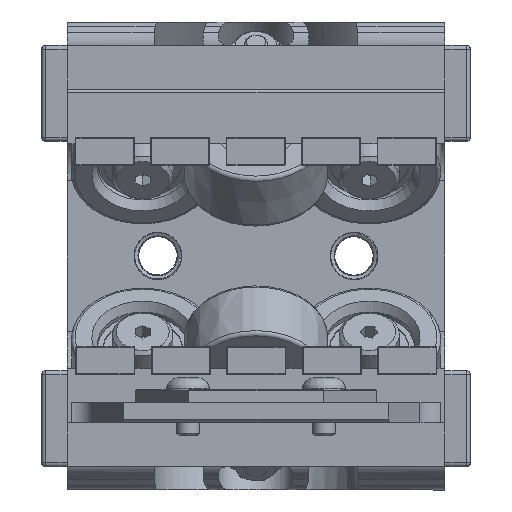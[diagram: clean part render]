
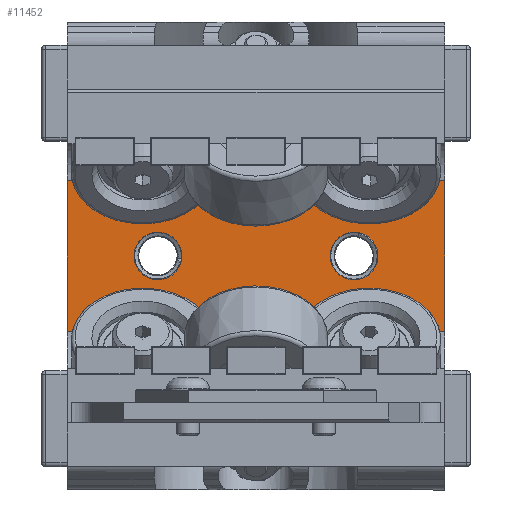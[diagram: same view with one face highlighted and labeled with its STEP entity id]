
A CAD part, left-side view. The second image highlights one B-rep face of the part: STEP entity #11452.
In plain terms, the highlighted face is planar.
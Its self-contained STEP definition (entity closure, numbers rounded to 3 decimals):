
#1061=FACE_BOUND('',#2940,.T.);
#1062=FACE_BOUND('',#2941,.T.);
#1063=FACE_BOUND('',#2942,.T.);
#1311=CIRCLE('',#12200,1.65);
#1321=CIRCLE('',#12218,3.15);
#1323=CIRCLE('',#12221,3.15);
#2082=FACE_OUTER_BOUND('',#2939,.T.);
#2939=EDGE_LOOP('',(#10239,#10240,#10241,#10242));
#2940=EDGE_LOOP('',(#10243));
#2941=EDGE_LOOP('',(#10244));
#2942=EDGE_LOOP('',(#10245));
#3854=LINE('',#20216,#4783);
#3885=LINE('',#20294,#4814);
#3886=LINE('',#20297,#4815);
#3887=LINE('',#20298,#4816);
#4783=VECTOR('',#15409,20.);
#4814=VECTOR('',#15490,50.);
#4815=VECTOR('',#15493,20.);
#4816=VECTOR('',#15494,50.);
#5576=VERTEX_POINT('',#18897);
#5599=VERTEX_POINT('',#18954);
#5601=VERTEX_POINT('',#18959);
#5843=VERTEX_POINT('',#20213);
#5844=VERTEX_POINT('',#20215);
#5866=VERTEX_POINT('',#20292);
#5867=VERTEX_POINT('',#20296);
#6965=EDGE_CURVE('',#5576,#5576,#1311,.T.);
#6992=EDGE_CURVE('',#5599,#5599,#1321,.T.);
#6994=EDGE_CURVE('',#5601,#5601,#1323,.T.);
#7312=EDGE_CURVE('',#5843,#5844,#3854,.T.);
#7354=EDGE_CURVE('',#5866,#5843,#3885,.T.);
#7355=EDGE_CURVE('',#5867,#5866,#3886,.T.);
#7356=EDGE_CURVE('',#5867,#5844,#3887,.T.);
#10239=ORIENTED_EDGE('',*,*,#7354,.F.);
#10240=ORIENTED_EDGE('',*,*,#7355,.F.);
#10241=ORIENTED_EDGE('',*,*,#7356,.T.);
#10242=ORIENTED_EDGE('',*,*,#7312,.F.);
#10243=ORIENTED_EDGE('',*,*,#6965,.T.);
#10244=ORIENTED_EDGE('',*,*,#6992,.T.);
#10245=ORIENTED_EDGE('',*,*,#6994,.T.);
#10822=PLANE('',#12507);
#11452=ADVANCED_FACE('',(#2082,#1061,#1062,#1063),#10822,.T.);
#12200=AXIS2_PLACEMENT_3D('',#18898,#14689,#14690);
#12218=AXIS2_PLACEMENT_3D('',#18955,#14741,#14742);
#12221=AXIS2_PLACEMENT_3D('',#18960,#14747,#14748);
#12507=AXIS2_PLACEMENT_3D('',#20295,#15491,#15492);
#14689=DIRECTION('center_axis',(0.,1.,0.));
#14690=DIRECTION('ref_axis',(1.,0.,0.));
#14741=DIRECTION('center_axis',(0.,1.,0.));
#14742=DIRECTION('ref_axis',(1.,0.,0.));
#14747=DIRECTION('center_axis',(0.,1.,0.));
#14748=DIRECTION('ref_axis',(1.,0.,0.));
#15409=DIRECTION('',(-1.,0.,0.));
#15490=DIRECTION('',(0.,0.,-1.));
#15491=DIRECTION('center_axis',(0.,-1.,0.));
#15492=DIRECTION('ref_axis',(1.,0.,0.));
#15493=DIRECTION('',(1.,0.,0.));
#15494=DIRECTION('',(0.,0.,-1.));
#18897=CARTESIAN_POINT('',(5.85,21.394,0.));
#18898=CARTESIAN_POINT('Origin',(7.5,21.394,0.));
#18954=CARTESIAN_POINT('',(-3.15,21.394,-13.));
#18955=CARTESIAN_POINT('Origin',(0.,21.394,-13.));
#18959=CARTESIAN_POINT('',(-3.15,21.394,13.));
#18960=CARTESIAN_POINT('Origin',(0.,21.394,13.));
#20213=CARTESIAN_POINT('',(10.,21.394,-25.));
#20215=CARTESIAN_POINT('',(-10.,21.394,-25.));
#20216=CARTESIAN_POINT('',(10.,21.394,-25.));
#20292=CARTESIAN_POINT('',(10.,21.394,25.));
#20294=CARTESIAN_POINT('',(10.,21.394,0.));
#20295=CARTESIAN_POINT('Origin',(-10.,21.394,0.));
#20296=CARTESIAN_POINT('',(-10.,21.394,25.));
#20297=CARTESIAN_POINT('',(10.,21.394,25.));
#20298=CARTESIAN_POINT('',(-10.,21.394,0.));
